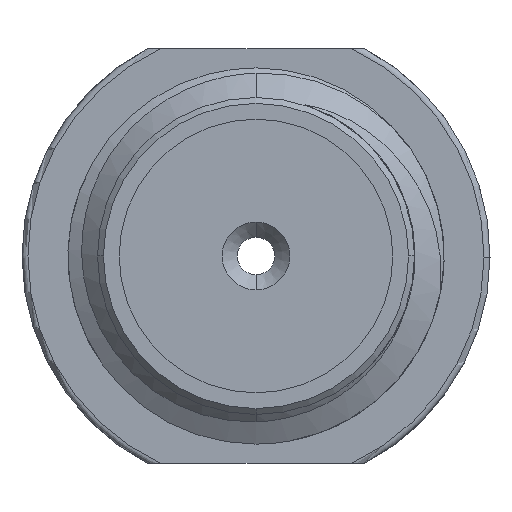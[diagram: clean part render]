
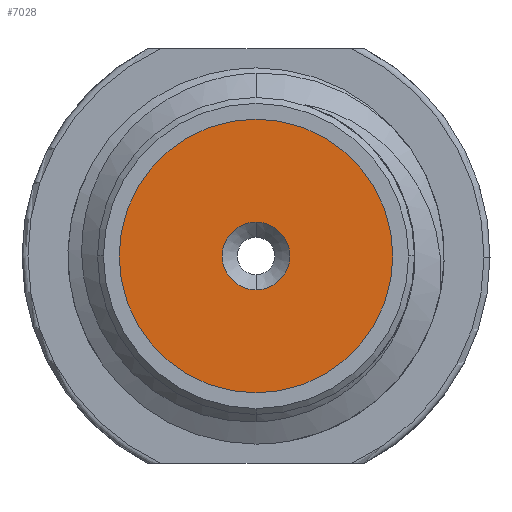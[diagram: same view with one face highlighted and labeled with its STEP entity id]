
A CAD part, left-side view. The second image highlights one B-rep face of the part: STEP entity #7028.
In plain terms, the highlighted planar face has unit normal (-1, 0, 0).
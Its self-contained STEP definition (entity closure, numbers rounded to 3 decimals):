
#48 = CARTESIAN_POINT ( 'NONE',  ( 1.95, 0., 0. ) ) ;
#269 = AXIS2_PLACEMENT_3D ( 'NONE', #4972, #3886, #6097 ) ;
#276 = DIRECTION ( 'NONE',  ( 1., 0., 0. ) ) ;
#543 = ORIENTED_EDGE ( 'NONE', *, *, #4067, .F. ) ;
#554 = VERTEX_POINT ( 'NONE', #2764 ) ;
#586 = DIRECTION ( 'NONE',  ( -1., 0., 0. ) ) ;
#601 = AXIS2_PLACEMENT_3D ( 'NONE', #4794, #5359, #6515 ) ;
#944 = VERTEX_POINT ( 'NONE', #4926 ) ;
#1150 = DIRECTION ( 'NONE',  ( 0., 0., 1. ) ) ;
#1310 = CARTESIAN_POINT ( 'NONE',  ( 1.95, -2.31, 0. ) ) ;
#1776 = CIRCLE ( 'NONE', #2850, 0.572 ) ;
#1860 = DIRECTION ( 'NONE',  ( 0., 0., 1. ) ) ;
#2040 = EDGE_CURVE ( 'NONE', #554, #944, #1776, .T. ) ;
#2148 = FACE_OUTER_BOUND ( 'NONE', #7319, .T. ) ;
#2437 = AXIS2_PLACEMENT_3D ( 'NONE', #48, #3863, #6111 ) ;
#2632 = CIRCLE ( 'NONE', #269, 2.31 ) ;
#2764 = CARTESIAN_POINT ( 'NONE',  ( 1.95, 0., 0.572 ) ) ;
#2850 = AXIS2_PLACEMENT_3D ( 'NONE', #5970, #276, #1860 ) ;
#3382 = CIRCLE ( 'NONE', #2437, 0.572 ) ;
#3863 = DIRECTION ( 'NONE',  ( 1., 0., 0. ) ) ;
#3886 = DIRECTION ( 'NONE',  ( -1., 0., 0. ) ) ;
#3976 = CARTESIAN_POINT ( 'NONE',  ( 1.95, 0., 0. ) ) ;
#3978 = AXIS2_PLACEMENT_3D ( 'NONE', #3976, #586, #1150 ) ;
#4021 = EDGE_LOOP ( 'NONE', ( #5599, #6874 ) ) ;
#4067 = EDGE_CURVE ( 'NONE', #5291, #5499, #6438, .T. ) ;
#4469 = PLANE ( 'NONE',  #3978 ) ;
#4794 = CARTESIAN_POINT ( 'NONE',  ( 1.95, 0., 0. ) ) ;
#4926 = CARTESIAN_POINT ( 'NONE',  ( 1.95, 0., -0.572 ) ) ;
#4972 = CARTESIAN_POINT ( 'NONE',  ( 1.95, 0., 0. ) ) ;
#5052 = CARTESIAN_POINT ( 'NONE',  ( 1.95, 2.31, 0. ) ) ;
#5080 = EDGE_CURVE ( 'NONE', #5291, #5499, #2632, .T. ) ;
#5291 = VERTEX_POINT ( 'NONE', #5052 ) ;
#5359 = DIRECTION ( 'NONE',  ( 1., 0., 0. ) ) ;
#5499 = VERTEX_POINT ( 'NONE', #1310 ) ;
#5599 = ORIENTED_EDGE ( 'NONE', *, *, #2040, .T. ) ;
#5970 = CARTESIAN_POINT ( 'NONE',  ( 1.95, 0., 0. ) ) ;
#6097 = DIRECTION ( 'NONE',  ( 0., 1., 0. ) ) ;
#6111 = DIRECTION ( 'NONE',  ( 0., 0., 1. ) ) ;
#6145 = FACE_BOUND ( 'NONE', #4021, .T. ) ;
#6438 = CIRCLE ( 'NONE', #601, 2.31 ) ;
#6515 = DIRECTION ( 'NONE',  ( 0., 1., 0. ) ) ;
#6874 = ORIENTED_EDGE ( 'NONE', *, *, #7097, .T. ) ;
#6895 = ORIENTED_EDGE ( 'NONE', *, *, #5080, .T. ) ;
#7028 = ADVANCED_FACE ( 'NONE', ( #6145, #2148 ), #4469, .T. ) ;
#7097 = EDGE_CURVE ( 'NONE', #944, #554, #3382, .T. ) ;
#7319 = EDGE_LOOP ( 'NONE', ( #6895, #543 ) ) ;
